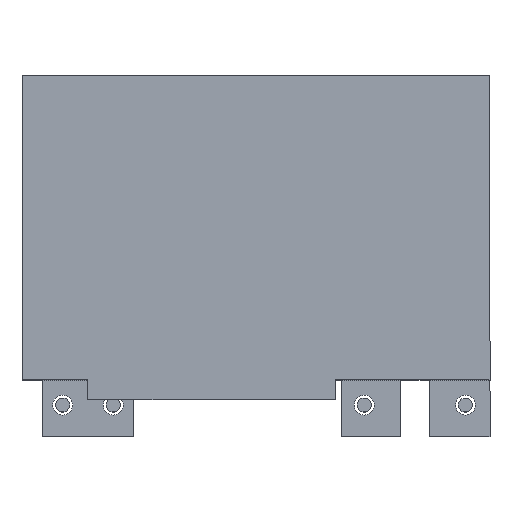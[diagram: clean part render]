
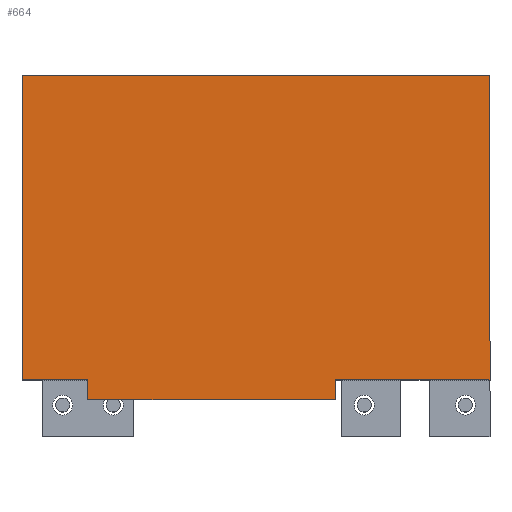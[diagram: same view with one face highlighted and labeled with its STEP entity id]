
A CAD part, top view. The second image highlights one B-rep face of the part: STEP entity #664.
In plain terms, the highlighted planar face has unit normal (0, 0, 1).
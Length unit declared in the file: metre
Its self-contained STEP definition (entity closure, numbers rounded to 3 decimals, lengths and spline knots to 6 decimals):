
#184=ORIENTED_EDGE('',*,*,#279,.F.);
#185=ORIENTED_EDGE('',*,*,#273,.T.);
#186=ORIENTED_EDGE('',*,*,#275,.T.);
#187=ORIENTED_EDGE('',*,*,#264,.T.);
#188=ORIENTED_EDGE('',*,*,#277,.T.);
#189=ORIENTED_EDGE('',*,*,#282,.T.);
#190=ORIENTED_EDGE('',*,*,#284,.T.);
#191=ORIENTED_EDGE('',*,*,#285,.T.);
#264=EDGE_CURVE('',#333,#332,#398,.T.);
#273=EDGE_CURVE('',#338,#341,#407,.T.);
#275=EDGE_CURVE('',#341,#333,#409,.T.);
#277=EDGE_CURVE('',#332,#342,#411,.T.);
#279=EDGE_CURVE('',#338,#343,#413,.T.);
#282=EDGE_CURVE('',#342,#344,#416,.T.);
#284=EDGE_CURVE('',#344,#345,#418,.T.);
#285=EDGE_CURVE('',#345,#343,#419,.T.);
#332=VERTEX_POINT('',#1131);
#333=VERTEX_POINT('',#1133);
#338=VERTEX_POINT('',#1146);
#341=VERTEX_POINT('',#1151);
#342=VERTEX_POINT('',#1158);
#343=VERTEX_POINT('',#1162);
#344=VERTEX_POINT('',#1166);
#345=VERTEX_POINT('',#1170);
#398=LINE('',#1132,#464);
#407=LINE('',#1152,#473);
#409=LINE('',#1155,#475);
#411=LINE('',#1159,#477);
#413=LINE('',#1161,#479);
#416=LINE('',#1167,#482);
#418=LINE('',#1171,#484);
#419=LINE('',#1173,#485);
#464=VECTOR('',#930,1.);
#473=VECTOR('',#943,1.);
#475=VECTOR('',#947,1.);
#477=VECTOR('',#951,1.);
#479=VECTOR('',#953,1.);
#482=VECTOR('',#958,1.);
#484=VECTOR('',#962,1.);
#485=VECTOR('',#965,1.);
#526=EDGE_LOOP('',(#184,#185,#186,#187,#188,#189,#190,#191));
#584=FACE_BOUND('',#526,.T.);
#626=PLANE('',#798);
#664=ADVANCED_FACE('',(#584),#626,.T.);
#798=AXIS2_PLACEMENT_3D('',#1174,#966,#967);
#930=DIRECTION('',(0.,1.,0.));
#943=DIRECTION('',(0.,-1.,0.));
#947=DIRECTION('',(1.,0.,0.));
#951=DIRECTION('',(1.,0.,0.));
#953=DIRECTION('',(-1.,0.,0.));
#958=DIRECTION('',(0.,1.,0.));
#962=DIRECTION('',(-1.,0.,0.));
#965=DIRECTION('',(0.,-1.,0.));
#966=DIRECTION('',(0.,0.,1.));
#967=DIRECTION('',(1.,0.,0.));
#1131=CARTESIAN_POINT('',(-0.007773,-0.0153,0.0125));
#1132=CARTESIAN_POINT('',(-0.007773,-0.0158,0.0125));
#1133=CARTESIAN_POINT('',(-0.007773,-0.0163,0.0125));
#1146=CARTESIAN_POINT('',(-0.02019,-0.0153,0.0125));
#1151=CARTESIAN_POINT('',(-0.02019,-0.0163,0.0125));
#1152=CARTESIAN_POINT('',(-0.02019,-0.0158,0.0125));
#1155=CARTESIAN_POINT('',(-0.013981,-0.0163,0.0125));
#1158=CARTESIAN_POINT('',(0.,-0.0153,0.0125));
#1159=CARTESIAN_POINT('',(-0.012687,-0.0153,0.0125));
#1161=CARTESIAN_POINT('',(-0.021845,-0.0153,0.0125));
#1162=CARTESIAN_POINT('',(-0.0235,-0.0153,0.0125));
#1166=CARTESIAN_POINT('',(0.,0.,0.0125));
#1167=CARTESIAN_POINT('',(0.,-0.009078,0.0125));
#1170=CARTESIAN_POINT('',(-0.0235,0.,0.0125));
#1171=CARTESIAN_POINT('',(-0.01175,0.,0.0125));
#1173=CARTESIAN_POINT('',(-0.0235,-0.00765,0.0125));
#1174=CARTESIAN_POINT('',(-0.01175,-0.009078,0.0125));
